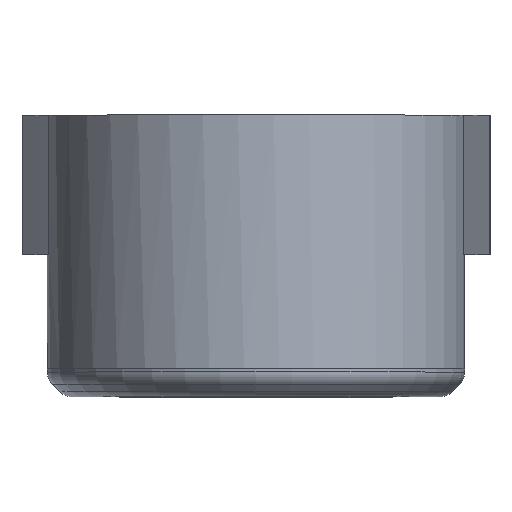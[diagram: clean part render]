
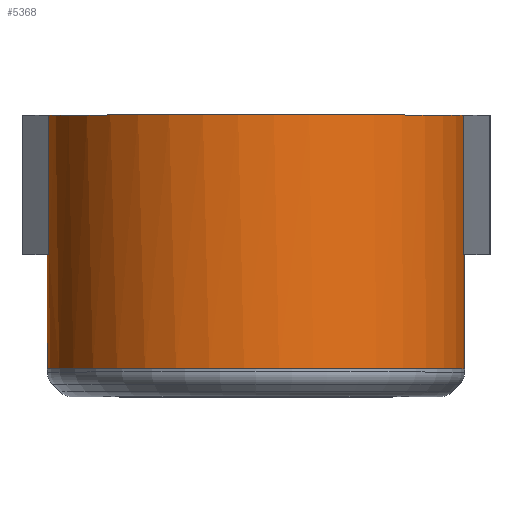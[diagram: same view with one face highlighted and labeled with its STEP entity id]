
A CAD part, top view. The second image highlights one B-rep face of the part: STEP entity #5368.
In plain terms, the highlighted cylindrical face has radius 60 mm (diameter 120 mm), a full revolution.
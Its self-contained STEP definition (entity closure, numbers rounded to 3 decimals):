
#654=FACE_OUTER_BOUND('',#1025,.T.);
#1025=EDGE_LOOP('',(#3905,#3906,#3907,#3908,#3909,#3910,#3911,#3912,#3913,
#3914,#3915,#3916,#3917));
#1423=LINE('',#8160,#1718);
#1426=LINE('',#8169,#1721);
#1428=LINE('',#8175,#1723);
#1429=LINE('',#8179,#1724);
#1430=LINE('',#8185,#1725);
#1718=VECTOR('',#6732,10.);
#1721=VECTOR('',#6741,10.);
#1723=VECTOR('',#6747,60.);
#1724=VECTOR('',#6750,10.);
#1725=VECTOR('',#6755,10.);
#1975=CIRCLE('',#5863,60.);
#1985=CIRCLE('',#5885,60.);
#1986=CIRCLE('',#5886,60.);
#1987=CIRCLE('',#5887,60.);
#1988=CIRCLE('',#5888,60.);
#1989=CIRCLE('',#5889,60.);
#1990=CIRCLE('',#5890,60.);
#2342=VERTEX_POINT('',#8126);
#2343=VERTEX_POINT('',#8128);
#2350=VERTEX_POINT('',#8156);
#2354=VERTEX_POINT('',#8167);
#2355=VERTEX_POINT('',#8172);
#2356=VERTEX_POINT('',#8174);
#2357=VERTEX_POINT('',#8176);
#2358=VERTEX_POINT('',#8178);
#2359=VERTEX_POINT('',#8180);
#2360=VERTEX_POINT('',#8182);
#2361=VERTEX_POINT('',#8184);
#2902=EDGE_CURVE('',#2342,#2343,#1975,.T.);
#2916=EDGE_CURVE('',#2343,#2350,#1423,.T.);
#2920=EDGE_CURVE('',#2354,#2342,#1426,.T.);
#2922=EDGE_CURVE('',#2355,#2354,#1985,.T.);
#2923=EDGE_CURVE('',#2355,#2356,#1428,.T.);
#2924=EDGE_CURVE('',#2357,#2356,#1986,.T.);
#2925=EDGE_CURVE('',#2357,#2358,#1429,.T.);
#2926=EDGE_CURVE('',#2358,#2359,#1987,.T.);
#2927=EDGE_CURVE('',#2359,#2360,#1988,.T.);
#2928=EDGE_CURVE('',#2361,#2360,#1430,.T.);
#2929=EDGE_CURVE('',#2356,#2361,#1989,.T.);
#2930=EDGE_CURVE('',#2350,#2355,#1990,.T.);
#3905=ORIENTED_EDGE('',*,*,#2916,.F.);
#3906=ORIENTED_EDGE('',*,*,#2902,.F.);
#3907=ORIENTED_EDGE('',*,*,#2920,.F.);
#3908=ORIENTED_EDGE('',*,*,#2922,.F.);
#3909=ORIENTED_EDGE('',*,*,#2923,.T.);
#3910=ORIENTED_EDGE('',*,*,#2924,.F.);
#3911=ORIENTED_EDGE('',*,*,#2925,.T.);
#3912=ORIENTED_EDGE('',*,*,#2926,.T.);
#3913=ORIENTED_EDGE('',*,*,#2927,.T.);
#3914=ORIENTED_EDGE('',*,*,#2928,.F.);
#3915=ORIENTED_EDGE('',*,*,#2929,.F.);
#3916=ORIENTED_EDGE('',*,*,#2923,.F.);
#3917=ORIENTED_EDGE('',*,*,#2930,.F.);
#5223=CYLINDRICAL_SURFACE('',#5884,60.);
#5368=ADVANCED_FACE('',(#654),#5223,.T.);
#5863=AXIS2_PLACEMENT_3D('',#8129,#6691,#6692);
#5884=AXIS2_PLACEMENT_3D('',#8171,#6743,#6744);
#5885=AXIS2_PLACEMENT_3D('',#8173,#6745,#6746);
#5886=AXIS2_PLACEMENT_3D('',#8177,#6748,#6749);
#5887=AXIS2_PLACEMENT_3D('',#8181,#6751,#6752);
#5888=AXIS2_PLACEMENT_3D('',#8183,#6753,#6754);
#5889=AXIS2_PLACEMENT_3D('',#8186,#6756,#6757);
#5890=AXIS2_PLACEMENT_3D('',#8187,#6758,#6759);
#6691=DIRECTION('center_axis',(0.,1.,0.));
#6692=DIRECTION('ref_axis',(-0.994,0.,0.11));
#6732=DIRECTION('',(0.,-1.,0.));
#6741=DIRECTION('',(0.,1.,0.));
#6743=DIRECTION('center_axis',(0.,1.,0.));
#6744=DIRECTION('ref_axis',(1.,0.,0.));
#6745=DIRECTION('center_axis',(0.,1.,0.));
#6746=DIRECTION('ref_axis',(1.,0.,0.));
#6747=DIRECTION('',(0.,-1.,0.));
#6748=DIRECTION('center_axis',(0.,-1.,0.));
#6749=DIRECTION('ref_axis',(1.,0.,0.));
#6750=DIRECTION('',(0.,1.,0.));
#6751=DIRECTION('center_axis',(0.,1.,0.));
#6752=DIRECTION('ref_axis',(1.,0.,0.));
#6753=DIRECTION('center_axis',(0.,1.,0.));
#6754=DIRECTION('ref_axis',(1.,0.,0.));
#6755=DIRECTION('',(0.,1.,0.));
#6756=DIRECTION('center_axis',(0.,-1.,0.));
#6757=DIRECTION('ref_axis',(1.,0.,0.));
#6758=DIRECTION('center_axis',(0.,1.,0.));
#6759=DIRECTION('ref_axis',(1.,0.,0.));
#8126=CARTESIAN_POINT('',(-59.637,43.,56.593));
#8128=CARTESIAN_POINT('',(59.637,43.,56.593));
#8129=CARTESIAN_POINT('Origin',(0.,43.,50.));
#8156=CARTESIAN_POINT('',(59.637,3.,56.593));
#8160=CARTESIAN_POINT('',(59.637,0.,56.593));
#8167=CARTESIAN_POINT('',(-59.637,3.,56.593));
#8169=CARTESIAN_POINT('',(-59.637,0.,56.593));
#8171=CARTESIAN_POINT('Origin',(0.,0.,50.));
#8172=CARTESIAN_POINT('',(-60.,3.,50.));
#8173=CARTESIAN_POINT('Origin',(0.,3.,50.));
#8174=CARTESIAN_POINT('',(-60.,-30.,50.));
#8175=CARTESIAN_POINT('',(-60.,0.,50.));
#8176=CARTESIAN_POINT('',(44.906,-30.,10.208));
#8177=CARTESIAN_POINT('Origin',(0.,-30.,50.));
#8178=CARTESIAN_POINT('',(44.906,0.,10.208));
#8179=CARTESIAN_POINT('',(44.906,0.,10.208));
#8180=CARTESIAN_POINT('',(0.,0.,-10.));
#8181=CARTESIAN_POINT('Origin',(0.,0.,50.));
#8182=CARTESIAN_POINT('',(-44.906,0.,10.208));
#8183=CARTESIAN_POINT('Origin',(0.,0.,50.));
#8184=CARTESIAN_POINT('',(-44.906,-30.,10.208));
#8185=CARTESIAN_POINT('',(-44.906,0.,10.208));
#8186=CARTESIAN_POINT('Origin',(0.,-30.,50.));
#8187=CARTESIAN_POINT('Origin',(0.,3.,50.));
